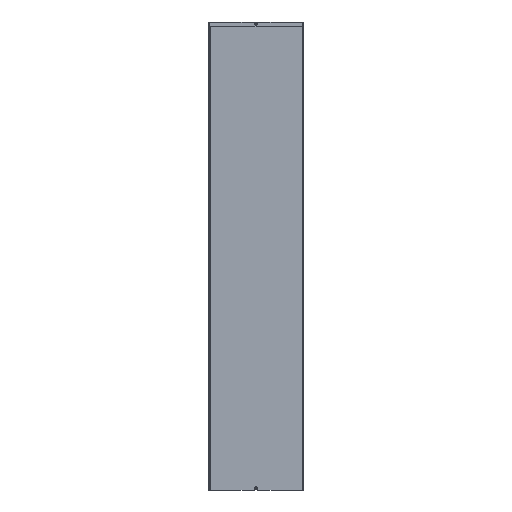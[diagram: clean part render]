
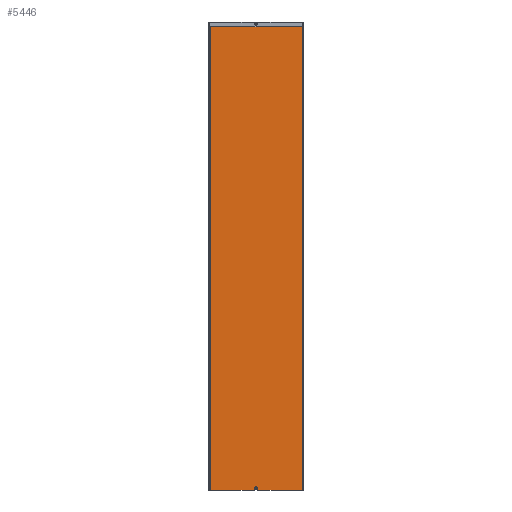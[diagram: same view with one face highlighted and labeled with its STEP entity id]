
A CAD part, front view. The second image highlights one B-rep face of the part: STEP entity #5446.
In plain terms, the highlighted planar face has unit normal (0, -1, 0).
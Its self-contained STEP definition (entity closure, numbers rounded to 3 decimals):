
#104 = ORIENTED_EDGE ( 'NONE', *, *, #4827, .T. ) ;
#168 = EDGE_CURVE ( 'NONE', #2217, #5789, #2558, .T. ) ;
#191 = LINE ( 'NONE', #3362, #5114 ) ;
#216 = EDGE_CURVE ( 'NONE', #5789, #3522, #951, .T. ) ;
#223 = EDGE_LOOP ( 'NONE', ( #3925, #3552, #104, #922, #2873, #1492, #5568, #5471, #4195, #3688, #2121, #5803, #1276 ) ) ;
#232 = VECTOR ( 'NONE', #2795, 1000. ) ;
#246 = CARTESIAN_POINT ( 'NONE',  ( 299., 0., -2969. ) ) ;
#355 = CARTESIAN_POINT ( 'NONE',  ( 10.646, 0., -2968.646 ) ) ;
#370 = CARTESIAN_POINT ( 'NONE',  ( 0., 0., 0. ) ) ;
#428 = CARTESIAN_POINT ( 'NONE',  ( 300., 0., 0. ) ) ;
#434 = CIRCLE ( 'NONE', #3962, 0.5 ) ;
#484 = AXIS2_PLACEMENT_3D ( 'NONE', #1928, #1869, #1957 ) ;
#496 = CARTESIAN_POINT ( 'NONE',  ( 11.207, 0., -2969. ) ) ;
#592 = DIRECTION ( 'NONE',  ( 1., 0., 0. ) ) ;
#691 = DIRECTION ( 'NONE',  ( 0., 0., 1. ) ) ;
#788 = CARTESIAN_POINT ( 'NONE',  ( -299., 0., -2969. ) ) ;
#790 = DIRECTION ( 'NONE',  ( 1., 0., 0. ) ) ;
#824 = CARTESIAN_POINT ( 'NONE',  ( -300., 0., -2969. ) ) ;
#858 = LINE ( 'NONE', #957, #6033 ) ;
#863 = EDGE_CURVE ( 'NONE', #2875, #5058, #2836, .T. ) ;
#909 = FACE_OUTER_BOUND ( 'NONE', #223, .T. ) ;
#922 = ORIENTED_EDGE ( 'NONE', *, *, #5307, .T. ) ;
#951 = CIRCLE ( 'NONE', #4031, 0.5 ) ;
#957 = CARTESIAN_POINT ( 'NONE',  ( -144.5, 0., -2813.5 ) ) ;
#1185 = CARTESIAN_POINT ( 'NONE',  ( -10.646, 0., -2968.646 ) ) ;
#1213 = VERTEX_POINT ( 'NONE', #2468 ) ;
#1276 = ORIENTED_EDGE ( 'NONE', *, *, #216, .T. ) ;
#1458 = VERTEX_POINT ( 'NONE', #5130 ) ;
#1492 = ORIENTED_EDGE ( 'NONE', *, *, #5642, .F. ) ;
#1499 = DIRECTION ( 'NONE',  ( 0.707, 0., 0.707 ) ) ;
#1638 = LINE ( 'NONE', #246, #5570 ) ;
#1768 = CIRCLE ( 'NONE', #484, 0.5 ) ;
#1832 = LINE ( 'NONE', #428, #4594 ) ;
#1843 = FACE_BOUND ( 'NONE', #2679, .T. ) ;
#1869 = DIRECTION ( 'NONE',  ( 0., 1., 0. ) ) ;
#1928 = CARTESIAN_POINT ( 'NONE',  ( -10.293, 0., -2969. ) ) ;
#1957 = DIRECTION ( 'NONE',  ( 1., 0., 0. ) ) ;
#2077 = EDGE_CURVE ( 'NONE', #5058, #3025, #191, .T. ) ;
#2121 = ORIENTED_EDGE ( 'NONE', *, *, #5702, .T. ) ;
#2175 = LINE ( 'NONE', #6129, #5967 ) ;
#2217 = VERTEX_POINT ( 'NONE', #2518 ) ;
#2306 = DIRECTION ( 'NONE',  ( 1., 0., 0. ) ) ;
#2392 = LINE ( 'NONE', #3159, #232 ) ;
#2408 = EDGE_CURVE ( 'NONE', #3287, #3689, #2175, .T. ) ;
#2411 = VECTOR ( 'NONE', #2306, 1000. ) ;
#2468 = CARTESIAN_POINT ( 'NONE',  ( 0., 0., -2947.7 ) ) ;
#2483 = DIRECTION ( 'NONE',  ( 0.707, 0., -0.707 ) ) ;
#2518 = CARTESIAN_POINT ( 'NONE',  ( -10.293, 0., -2968.5 ) ) ;
#2525 = AXIS2_PLACEMENT_3D ( 'NONE', #4077, #4117, #4100 ) ;
#2558 = LINE ( 'NONE', #5677, #3766 ) ;
#2679 = EDGE_LOOP ( 'NONE', ( #5934, #4383 ) ) ;
#2716 = CARTESIAN_POINT ( 'NONE',  ( -299., 0., 0. ) ) ;
#2772 = DIRECTION ( 'NONE',  ( 0., 0., 1. ) ) ;
#2793 = DIRECTION ( 'NONE',  ( 0., 1., 0. ) ) ;
#2795 = DIRECTION ( 'NONE',  ( 1., 0., 0. ) ) ;
#2814 = CARTESIAN_POINT ( 'NONE',  ( 0., 0., -2955. ) ) ;
#2836 = CIRCLE ( 'NONE', #2525, 0.5 ) ;
#2873 = ORIENTED_EDGE ( 'NONE', *, *, #5356, .F. ) ;
#2875 = VERTEX_POINT ( 'NONE', #3462 ) ;
#2879 = DIRECTION ( 'NONE',  ( 1., 0., 0. ) ) ;
#3018 = DIRECTION ( 'NONE',  ( 0., 1., 0. ) ) ;
#3025 = VERTEX_POINT ( 'NONE', #1185 ) ;
#3035 = CARTESIAN_POINT ( 'NONE',  ( 10.293, 0., -2969. ) ) ;
#3159 = CARTESIAN_POINT ( 'NONE',  ( -300., 0., -2969. ) ) ;
#3203 = CARTESIAN_POINT ( 'NONE',  ( -10.854, 0., -2968.854 ) ) ;
#3287 = VERTEX_POINT ( 'NONE', #788 ) ;
#3362 = CARTESIAN_POINT ( 'NONE',  ( -155.5, 0., -3113.5 ) ) ;
#3367 = EDGE_CURVE ( 'NONE', #3622, #1213, #3942, .T. ) ;
#3369 = LINE ( 'NONE', #2716, #2411 ) ;
#3408 = VERTEX_POINT ( 'NONE', #3664 ) ;
#3462 = CARTESIAN_POINT ( 'NONE',  ( -11.207, 0., -2969. ) ) ;
#3522 = VERTEX_POINT ( 'NONE', #355 ) ;
#3552 = ORIENTED_EDGE ( 'NONE', *, *, #3715, .T. ) ;
#3556 = AXIS2_PLACEMENT_3D ( 'NONE', #4904, #4991, #5046 ) ;
#3584 = CARTESIAN_POINT ( 'NONE',  ( 299., 0., -2969. ) ) ;
#3620 = CIRCLE ( 'NONE', #6092, 7.3 ) ;
#3622 = VERTEX_POINT ( 'NONE', #5641 ) ;
#3664 = CARTESIAN_POINT ( 'NONE',  ( 299., 0., 0. ) ) ;
#3676 = EDGE_CURVE ( 'NONE', #3522, #1458, #858, .T. ) ;
#3688 = ORIENTED_EDGE ( 'NONE', *, *, #2077, .T. ) ;
#3689 = VERTEX_POINT ( 'NONE', #5198 ) ;
#3715 = EDGE_CURVE ( 'NONE', #1458, #4317, #434, .T. ) ;
#3766 = VECTOR ( 'NONE', #5053, 1000. ) ;
#3925 = ORIENTED_EDGE ( 'NONE', *, *, #3676, .T. ) ;
#3942 = CIRCLE ( 'NONE', #4473, 7.3 ) ;
#3962 = AXIS2_PLACEMENT_3D ( 'NONE', #4515, #4550, #4631 ) ;
#4031 = AXIS2_PLACEMENT_3D ( 'NONE', #3035, #3018, #2879 ) ;
#4077 = CARTESIAN_POINT ( 'NONE',  ( -11.207, 0., -2968.5 ) ) ;
#4100 = DIRECTION ( 'NONE',  ( 1., 0., 0. ) ) ;
#4117 = DIRECTION ( 'NONE',  ( 0., -1., 0. ) ) ;
#4195 = ORIENTED_EDGE ( 'NONE', *, *, #863, .T. ) ;
#4248 = VERTEX_POINT ( 'NONE', #3584 ) ;
#4257 = CARTESIAN_POINT ( 'NONE',  ( 0., 0., -2955. ) ) ;
#4293 = DIRECTION ( 'NONE',  ( 0., 1., 0. ) ) ;
#4317 = VERTEX_POINT ( 'NONE', #496 ) ;
#4333 = DIRECTION ( 'NONE',  ( 0., 0., 1. ) ) ;
#4383 = ORIENTED_EDGE ( 'NONE', *, *, #3367, .T. ) ;
#4473 = AXIS2_PLACEMENT_3D ( 'NONE', #4257, #4293, #4333 ) ;
#4515 = CARTESIAN_POINT ( 'NONE',  ( 11.207, 0., -2968.5 ) ) ;
#4544 = LINE ( 'NONE', #824, #4929 ) ;
#4550 = DIRECTION ( 'NONE',  ( 0., -1., 0. ) ) ;
#4583 = PLANE ( 'NONE',  #3556 ) ;
#4594 = VECTOR ( 'NONE', #592, 1000. ) ;
#4631 = DIRECTION ( 'NONE',  ( 1., 0., 0. ) ) ;
#4691 = EDGE_CURVE ( 'NONE', #1213, #3622, #3620, .T. ) ;
#4827 = EDGE_CURVE ( 'NONE', #4317, #4248, #4544, .T. ) ;
#4904 = CARTESIAN_POINT ( 'NONE',  ( 300., 0., -2969. ) ) ;
#4929 = VECTOR ( 'NONE', #790, 1000. ) ;
#4991 = DIRECTION ( 'NONE',  ( 0., -1., 0. ) ) ;
#5046 = DIRECTION ( 'NONE',  ( 1., 0., 0. ) ) ;
#5053 = DIRECTION ( 'NONE',  ( 1., 0., 0. ) ) ;
#5058 = VERTEX_POINT ( 'NONE', #3203 ) ;
#5107 = DIRECTION ( 'NONE',  ( 0., 0., 1. ) ) ;
#5114 = VECTOR ( 'NONE', #1499, 1000. ) ;
#5130 = CARTESIAN_POINT ( 'NONE',  ( 10.854, 0., -2968.854 ) ) ;
#5198 = CARTESIAN_POINT ( 'NONE',  ( -299., 0., 0. ) ) ;
#5294 = VERTEX_POINT ( 'NONE', #370 ) ;
#5307 = EDGE_CURVE ( 'NONE', #4248, #3408, #1638, .T. ) ;
#5356 = EDGE_CURVE ( 'NONE', #5294, #3408, #3369, .T. ) ;
#5446 = ADVANCED_FACE ( 'NONE', ( #1843, #909 ), #4583, .T. ) ;
#5471 = ORIENTED_EDGE ( 'NONE', *, *, #5966, .T. ) ;
#5568 = ORIENTED_EDGE ( 'NONE', *, *, #2408, .F. ) ;
#5570 = VECTOR ( 'NONE', #691, 1000. ) ;
#5641 = CARTESIAN_POINT ( 'NONE',  ( 0., 0., -2962.3 ) ) ;
#5642 = EDGE_CURVE ( 'NONE', #3689, #5294, #1832, .T. ) ;
#5656 = CARTESIAN_POINT ( 'NONE',  ( 10.293, 0., -2968.5 ) ) ;
#5677 = CARTESIAN_POINT ( 'NONE',  ( -300., 0., -2968.5 ) ) ;
#5702 = EDGE_CURVE ( 'NONE', #3025, #2217, #1768, .T. ) ;
#5789 = VERTEX_POINT ( 'NONE', #5656 ) ;
#5803 = ORIENTED_EDGE ( 'NONE', *, *, #168, .T. ) ;
#5934 = ORIENTED_EDGE ( 'NONE', *, *, #4691, .T. ) ;
#5966 = EDGE_CURVE ( 'NONE', #3287, #2875, #2392, .T. ) ;
#5967 = VECTOR ( 'NONE', #5107, 1000. ) ;
#6033 = VECTOR ( 'NONE', #2483, 1000. ) ;
#6092 = AXIS2_PLACEMENT_3D ( 'NONE', #2814, #2793, #2772 ) ;
#6129 = CARTESIAN_POINT ( 'NONE',  ( -299., 0., -2969. ) ) ;
